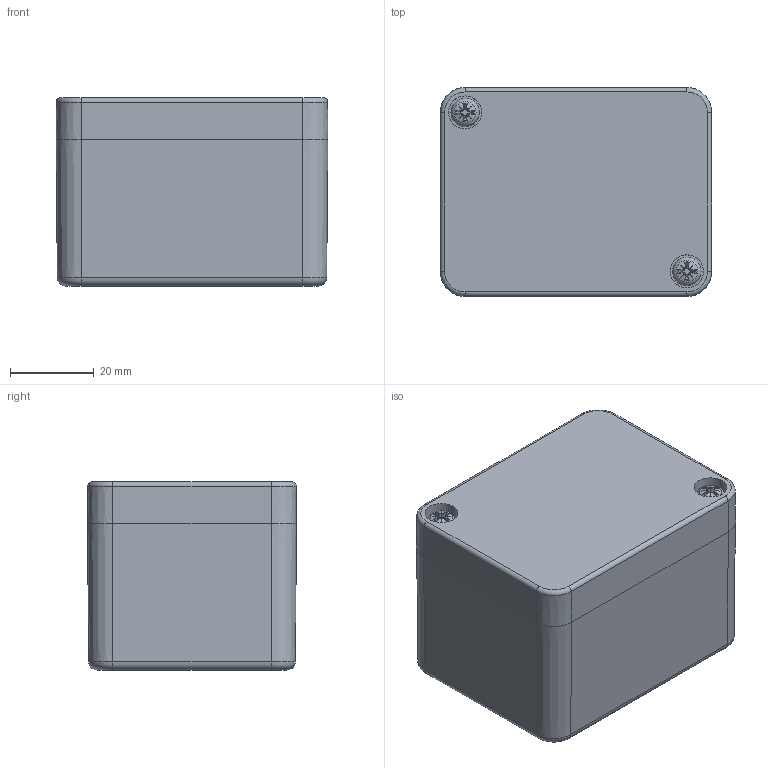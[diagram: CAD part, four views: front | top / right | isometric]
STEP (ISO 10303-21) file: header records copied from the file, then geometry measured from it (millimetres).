
FILE_DESCRIPTION(/* description */ (''),/* implementation_level */ '2;1');
FILE_NAME(/* name */ '0402100500-MBT_060545-K_VE - Index01.stp',/* time_stamp */ '2020-11-18T08:39:25+01:00',/* author */ ('alexander.rose'),/* organization */ (''),/* preprocessor_version */ 'ST-DEVELOPER v17.2',/* originating_system */ 'Autodesk Inventor 2019',/* authorisation */ '');
FILE_SCHEMA (('AUTOMOTIVE_DESIGN { 1 0 10303 214 3 1 1 }'));
Length unit declared in the file: millimetre
Products named in the file (6): 0402100500-MBT_060545-K_VE - Index01; 0401100402-UT_060505_VE - Index01; 0302100201-OT_060504-K_VE; xxx-O-Ring--OT--MBM-MBT_060504; 1990000007 M4 Gewindebuchse; 1990000006 Schrauben A2 BM4x32_10
Assembly tree (7 placements, depth 2):
  0402100500-MBT_060545-K_VE - Index01
    0401100402-UT_060505_VE - Index01
    0302100201-OT_060504-K_VE
    xxx-O-Ring--OT--MBM-MBT_060504
    1990000007 M4 Gewindebuchse  x2
    1990000006 Schrauben A2 BM4x32_10  x2
Bounding box: 65 x 50 x 45 mm (x, y, z)
Volume: 47613.9 mm3; surface area: 38272.4 mm2
Topology: 7 solids, 7 shells, 937 faces, 2296 edges, 1398 vertices
Faces by surface type: plane 341, cylinder 238, cone 218, torus 122, bspline 16, sphere 2
Full cylindrical faces by diameter (mm): 3.242 x2, 3.3 x2, 4 x2, 4.4 x2, 4.5 x4, 4.9 x2, 5.1 x2, 6.8 x2, 7 x2, 7.4 x4, 7.9 x2
Entity records: 20635 total; most frequent: CARTESIAN_POINT 4661, DIRECTION 3534, ORIENTED_EDGE 3242, EDGE_CURVE 1621, AXIS2_PLACEMENT_3D 1430, VERTEX_POINT 989, CIRCLE 751, EDGE_LOOP 706
